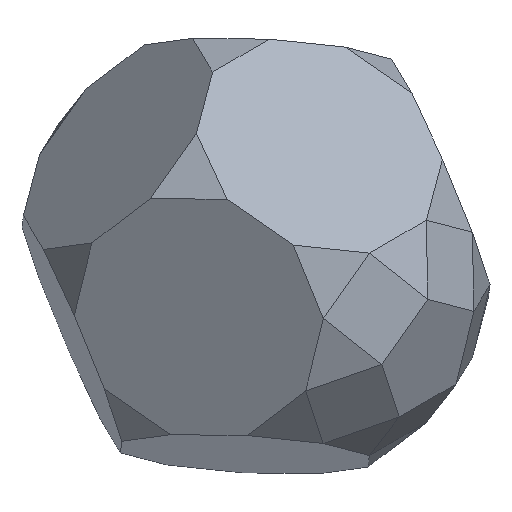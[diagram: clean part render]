
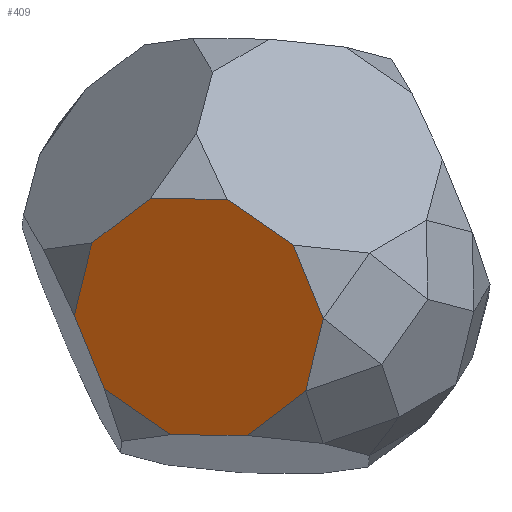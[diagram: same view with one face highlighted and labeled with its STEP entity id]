
A CAD part, isometric view. The second image highlights one B-rep face of the part: STEP entity #409.
In plain terms, the highlighted free-form (B-spline) face has degree [1, 1] with [2, 2] control points.
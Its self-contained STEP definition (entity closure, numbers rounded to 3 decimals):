
#21 = EDGE_CURVE('',#22,#24,#26,.T.);
#22 = VERTEX_POINT('',#23);
#23 = CARTESIAN_POINT('',(-201.707,-424.175,
    -65.539));
#24 = VERTEX_POINT('',#25);
#25 = CARTESIAN_POINT('',(-249.324,-343.165,-81.01
    ));
#26 = B_SPLINE_CURVE_WITH_KNOTS('',1,(#27,#28),.UNSPECIFIED.,.F.,.F.,(2,
    2),(0.,100.),.PIECEWISE_BEZIER_KNOTS.);
#27 = CARTESIAN_POINT('',(-201.707,-424.175,
    -65.539));
#28 = CARTESIAN_POINT('',(-249.324,-343.165,-81.01
    ));
#258 = VERTEX_POINT('',#259);
#259 = CARTESIAN_POINT('',(-154.09,-343.165,
    212.087));
#264 = EDGE_CURVE('',#258,#265,#267,.T.);
#265 = VERTEX_POINT('',#266);
#266 = CARTESIAN_POINT('',(-124.662,-424.175,
    171.582));
#267 = B_SPLINE_CURVE_WITH_KNOTS('',1,(#268,#269),.UNSPECIFIED.,.F.,.F.,
  (2,2),(0.,100.),.PIECEWISE_BEZIER_KNOTS.);
#268 = CARTESIAN_POINT('',(-154.09,-343.165,
    212.087));
#269 = CARTESIAN_POINT('',(-124.662,-424.175,
    171.582));
#320 = VERTEX_POINT('',#321);
#321 = CARTESIAN_POINT('',(-124.662,-474.242,
    90.572));
#327 = EDGE_CURVE('',#265,#320,#328,.T.);
#328 = B_SPLINE_CURVE_WITH_KNOTS('',1,(#329,#330),.UNSPECIFIED.,.F.,.F.,
  (2,2),(-0.,100.),.PIECEWISE_BEZIER_KNOTS.);
#329 = CARTESIAN_POINT('',(-124.662,-424.175,
    171.582));
#330 = CARTESIAN_POINT('',(-124.662,-474.242,
    90.572));
#409 = ADVANCED_FACE('',(#410),#460,.T.);
#410 = FACE_BOUND('',#411,.T.);
#411 = EDGE_LOOP('',(#412,#421,#428,#435,#440,#441,#448,#453,#454,#455)
  );
#412 = ORIENTED_EDGE('',*,*,#413,.T.);
#413 = EDGE_CURVE('',#414,#416,#418,.T.);
#414 = VERTEX_POINT('',#415);
#415 = CARTESIAN_POINT('',(-201.707,-262.154,
    196.616));
#416 = VERTEX_POINT('',#417);
#417 = CARTESIAN_POINT('',(-249.324,-212.087,
    131.077));
#418 = B_SPLINE_CURVE_WITH_KNOTS('',1,(#419,#420),.UNSPECIFIED.,.F.,.F.,
  (2,2),(0.,100.),.PIECEWISE_BEZIER_KNOTS.);
#419 = CARTESIAN_POINT('',(-201.707,-262.154,
    196.616));
#420 = CARTESIAN_POINT('',(-249.324,-212.087,
    131.077));
#421 = ORIENTED_EDGE('',*,*,#422,.F.);
#422 = EDGE_CURVE('',#423,#416,#425,.T.);
#423 = VERTEX_POINT('',#424);
#424 = CARTESIAN_POINT('',(-278.752,-212.087,
    40.505));
#425 = B_SPLINE_CURVE_WITH_KNOTS('',1,(#426,#427),.UNSPECIFIED.,.F.,.F.,
  (2,2),(0.,100.),.PIECEWISE_BEZIER_KNOTS.);
#426 = CARTESIAN_POINT('',(-278.752,-212.087,
    40.505));
#427 = CARTESIAN_POINT('',(-249.324,-212.087,
    131.077));
#428 = ORIENTED_EDGE('',*,*,#429,.T.);
#429 = EDGE_CURVE('',#423,#430,#432,.T.);
#430 = VERTEX_POINT('',#431);
#431 = CARTESIAN_POINT('',(-278.752,-262.154,
    -40.505));
#432 = B_SPLINE_CURVE_WITH_KNOTS('',1,(#433,#434),.UNSPECIFIED.,.F.,.F.,
  (2,2),(0.,100.),.PIECEWISE_BEZIER_KNOTS.);
#433 = CARTESIAN_POINT('',(-278.752,-212.087,
    40.505));
#434 = CARTESIAN_POINT('',(-278.752,-262.154,
    -40.505));
#435 = ORIENTED_EDGE('',*,*,#436,.F.);
#436 = EDGE_CURVE('',#24,#430,#437,.T.);
#437 = B_SPLINE_CURVE_WITH_KNOTS('',1,(#438,#439),.UNSPECIFIED.,.F.,.F.,
  (2,2),(0.,100.),.PIECEWISE_BEZIER_KNOTS.);
#438 = CARTESIAN_POINT('',(-249.324,-343.165,
    -81.01));
#439 = CARTESIAN_POINT('',(-278.752,-262.154,
    -40.505));
#440 = ORIENTED_EDGE('',*,*,#21,.F.);
#441 = ORIENTED_EDGE('',*,*,#442,.F.);
#442 = EDGE_CURVE('',#443,#22,#445,.T.);
#443 = VERTEX_POINT('',#444);
#444 = CARTESIAN_POINT('',(-154.09,-474.242,
    0.));
#445 = B_SPLINE_CURVE_WITH_KNOTS('',1,(#446,#447),.UNSPECIFIED.,.F.,.F.,
  (2,2),(0.,100.),.PIECEWISE_BEZIER_KNOTS.);
#446 = CARTESIAN_POINT('',(-154.09,-474.242,
    0.));
#447 = CARTESIAN_POINT('',(-201.707,-424.175,
    -65.539));
#448 = ORIENTED_EDGE('',*,*,#449,.T.);
#449 = EDGE_CURVE('',#443,#320,#450,.T.);
#450 = B_SPLINE_CURVE_WITH_KNOTS('',1,(#451,#452),.UNSPECIFIED.,.F.,.F.,
  (2,2),(0.,100.),.PIECEWISE_BEZIER_KNOTS.);
#451 = CARTESIAN_POINT('',(-154.09,-474.242,
    0.));
#452 = CARTESIAN_POINT('',(-124.662,-474.242,
    90.572));
#453 = ORIENTED_EDGE('',*,*,#327,.F.);
#454 = ORIENTED_EDGE('',*,*,#264,.F.);
#455 = ORIENTED_EDGE('',*,*,#456,.F.);
#456 = EDGE_CURVE('',#414,#258,#457,.T.);
#457 = B_SPLINE_CURVE_WITH_KNOTS('',1,(#458,#459),.UNSPECIFIED.,.F.,.F.,
  (2,2),(0.,100.),.PIECEWISE_BEZIER_KNOTS.);
#458 = CARTESIAN_POINT('',(-201.707,-262.154,
    196.616));
#459 = CARTESIAN_POINT('',(-154.09,-343.165,
    212.087));
#460 = B_SPLINE_SURFACE_WITH_KNOTS('',1,1,(
    (#461,#462)
    ,(#463,#464
    )),.UNSPECIFIED.,.F.,.F.,.F.,(2,2),(2,2),(-111.803,
    211.804),(-307.769,-0.001),
  .PIECEWISE_BEZIER_KNOTS.);
#461 = CARTESIAN_POINT('',(-186.993,-474.242,
    -101.263));
#462 = CARTESIAN_POINT('',(-311.655,-212.087,
    -60.758));
#463 = CARTESIAN_POINT('',(-91.76,-474.242,
    191.835));
#464 = CARTESIAN_POINT('',(-216.421,-212.087,
    232.34));
